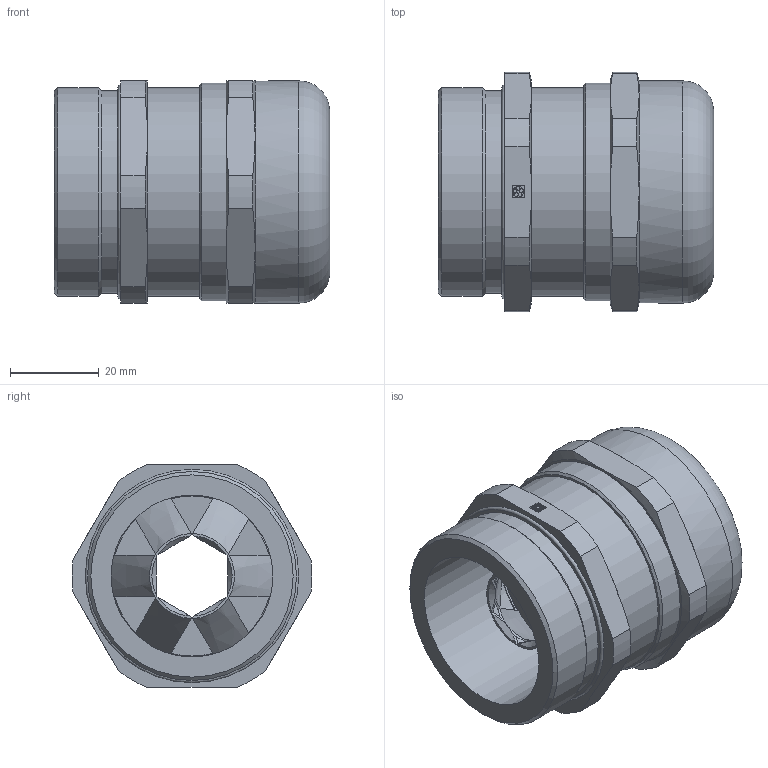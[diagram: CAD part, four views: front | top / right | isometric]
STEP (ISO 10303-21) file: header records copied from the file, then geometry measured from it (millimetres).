
FILE_DESCRIPTION( ( 'STEP AP214' ), '1' );
FILE_NAME( 'SKINTOP MS-SC PG 36 Art. Nr. 53112270(F=19,G=16).stp', '2020-06-03T10:59:16', ( 'License CC BY-ND 4.0' ), ( 'CADENAS' ), ' ', 'PARTsolutions', ' ' );
FILE_SCHEMA( ( 'AUTOMOTIVE_DESIGN { 1 0 10303 214 1 1 1 1 }' ) );
Length unit declared in the file: millimetre
Products named in the file (1): _SKINTOP MS-SC PG 36      Art. Nr. 53112270(F=19,G=16)
Bounding box: 62 x 53.94 x 50 mm (x, y, z)
Volume: 79371 mm3; surface area: 20428.8 mm2
Topology: 1 solids, 1 shells, 162 faces, 430 edges, 278 vertices
Faces by surface type: plane 94, cylinder 35, cone 31, torus 2
Full cylindrical faces by diameter (mm): 19 x1, 36.4 x1, 45.5 x1, 47 x2, 49 x1, 49.98 x1
Entity records: 6638 total; most frequent: CARTESIAN_POINT 1558, ORIENTED_EDGE 822, DIRECTION 706, EDGE_CURVE 411, VERTEX_POINT 276, AXIS2_PLACEMENT_3D 270, EDGE_LOOP 188, FACE_OUTER_BOUND 171
